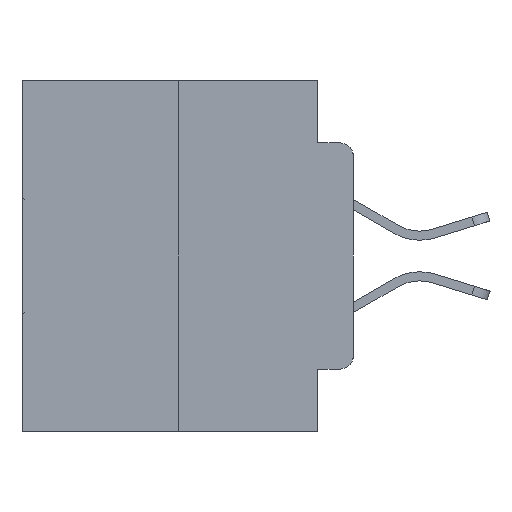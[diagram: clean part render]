
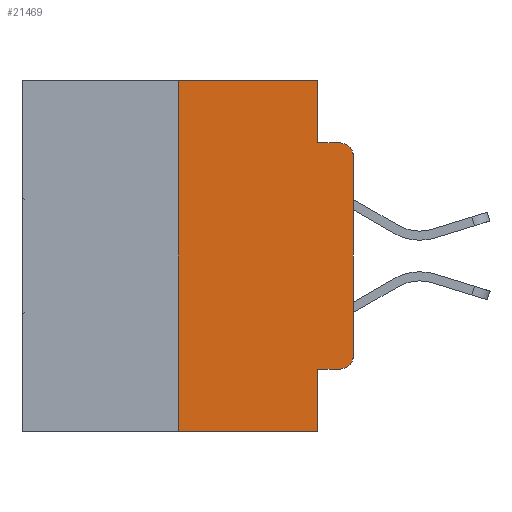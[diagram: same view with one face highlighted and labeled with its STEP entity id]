
A CAD part, left-side view. The second image highlights one B-rep face of the part: STEP entity #21469.
In plain terms, the highlighted planar face has unit normal (-1, 0, 0).
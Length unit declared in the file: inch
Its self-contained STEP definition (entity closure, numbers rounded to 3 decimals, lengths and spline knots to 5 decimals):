
#104 = VERTEX_POINT ( 'NONE', #20270 ) ;
#450 = LINE ( 'NONE', #10011, #16335 ) ;
#559 = LINE ( 'NONE', #7943, #24610 ) ;
#887 = VECTOR ( 'NONE', #22387, 39.37008 ) ;
#2183 = CARTESIAN_POINT ( 'NONE',  ( 0., 0.25, -0.5 ) ) ;
#2721 = VERTEX_POINT ( 'NONE', #4556 ) ;
#2822 = AXIS2_PLACEMENT_3D ( 'NONE', #28591, #7413, #12153 ) ;
#2958 = CARTESIAN_POINT ( 'NONE',  ( 0., 0.051, -0.0885 ) ) ;
#3135 = DIRECTION ( 'NONE',  ( 0., -1., 0. ) ) ;
#3471 = CARTESIAN_POINT ( 'NONE',  ( 0., 0.473, -0.5 ) ) ;
#3603 = EDGE_CURVE ( 'NONE', #30259, #28452, #14042, .T. ) ;
#3952 = VERTEX_POINT ( 'NONE', #8441 ) ;
#4516 = EDGE_CURVE ( 'NONE', #8229, #28970, #11365, .T. ) ;
#4556 = CARTESIAN_POINT ( 'NONE',  ( 0., 0.051, -0.4115 ) ) ;
#5191 = VECTOR ( 'NONE', #10705, 39.37008 ) ;
#5766 = VECTOR ( 'NONE', #3135, 39.37008 ) ;
#7413 = DIRECTION ( 'NONE',  ( -1., 0., 0. ) ) ;
#7422 = EDGE_CURVE ( 'NONE', #28452, #13941, #14561, .T. ) ;
#7943 = CARTESIAN_POINT ( 'NONE',  ( 0., 0.473, 0. ) ) ;
#8229 = VERTEX_POINT ( 'NONE', #2183 ) ;
#8402 = ORIENTED_EDGE ( 'NONE', *, *, #13716, .T. ) ;
#8441 = CARTESIAN_POINT ( 'NONE',  ( 0., 0., -0.3915 ) ) ;
#9720 = AXIS2_PLACEMENT_3D ( 'NONE', #9780, #25997, #11941 ) ;
#9780 = CARTESIAN_POINT ( 'NONE',  ( 0., 0.473, 0. ) ) ;
#10011 = CARTESIAN_POINT ( 'NONE',  ( 0., 0.051, 0. ) ) ;
#10225 = CIRCLE ( 'NONE', #25970, 0.02 ) ;
#10239 = CARTESIAN_POINT ( 'NONE',  ( 0., 0.25, 0. ) ) ;
#10340 = VECTOR ( 'NONE', #26418, 39.37008 ) ;
#10705 = DIRECTION ( 'NONE',  ( 0., 0., 1. ) ) ;
#11118 = VECTOR ( 'NONE', #17836, 39.37008 ) ;
#11365 = LINE ( 'NONE', #10239, #25075 ) ;
#11821 = LINE ( 'NONE', #13188, #5191 ) ;
#11941 = DIRECTION ( 'NONE',  ( 0., 0., -1. ) ) ;
#12153 = DIRECTION ( 'NONE',  ( 0., 0., -1. ) ) ;
#12572 = CARTESIAN_POINT ( 'NONE',  ( 0., 0.051, -0.5 ) ) ;
#13025 = EDGE_CURVE ( 'NONE', #2721, #26336, #450, .T. ) ;
#13188 = CARTESIAN_POINT ( 'NONE',  ( 0., 0., 0. ) ) ;
#13273 = EDGE_LOOP ( 'NONE', ( #26380, #16610, #28566, #19285, #16022, #26913, #8402, #20462, #16739, #25602 ) ) ;
#13497 = EDGE_CURVE ( 'NONE', #19070, #3952, #15925, .T. ) ;
#13716 = EDGE_CURVE ( 'NONE', #8229, #26336, #14097, .T. ) ;
#13941 = VERTEX_POINT ( 'NONE', #16360 ) ;
#14042 = LINE ( 'NONE', #28460, #10340 ) ;
#14097 = LINE ( 'NONE', #3471, #11118 ) ;
#14561 = LINE ( 'NONE', #15443, #887 ) ;
#14756 = DIRECTION ( 'NONE',  ( 0., 0., -1. ) ) ;
#15443 = CARTESIAN_POINT ( 'NONE',  ( 0., 0.051, -0.0885 ) ) ;
#15925 = CIRCLE ( 'NONE', #2822, 0.02 ) ;
#15975 = FACE_OUTER_BOUND ( 'NONE', #13273, .T. ) ;
#16022 = ORIENTED_EDGE ( 'NONE', *, *, #27957, .F. ) ;
#16335 = VECTOR ( 'NONE', #14756, 39.37008 ) ;
#16358 = CARTESIAN_POINT ( 'NONE',  ( 0., 0.25, 0. ) ) ;
#16360 = CARTESIAN_POINT ( 'NONE',  ( 0., 0.02, -0.0885 ) ) ;
#16473 = DIRECTION ( 'NONE',  ( 0., 0., 1. ) ) ;
#16610 = ORIENTED_EDGE ( 'NONE', *, *, #30521, .T. ) ;
#16739 = ORIENTED_EDGE ( 'NONE', *, *, #19392, .T. ) ;
#17836 = DIRECTION ( 'NONE',  ( 0., -1., 0. ) ) ;
#19070 = VERTEX_POINT ( 'NONE', #29895 ) ;
#19285 = ORIENTED_EDGE ( 'NONE', *, *, #3603, .F. ) ;
#19392 = EDGE_CURVE ( 'NONE', #2721, #19070, #29769, .T. ) ;
#20270 = CARTESIAN_POINT ( 'NONE',  ( 0., 0., -0.1085 ) ) ;
#20462 = ORIENTED_EDGE ( 'NONE', *, *, #13025, .F. ) ;
#20572 = DIRECTION ( 'NONE',  ( 0., 0., -1. ) ) ;
#20674 = DIRECTION ( 'NONE',  ( -1., 0., 0. ) ) ;
#21469 = ADVANCED_FACE ( 'NONE', ( #15975 ), #26318, .F. ) ;
#22012 = DIRECTION ( 'NONE',  ( 0., -1., 0. ) ) ;
#22387 = DIRECTION ( 'NONE',  ( 0., -1., 0. ) ) ;
#22670 = CARTESIAN_POINT ( 'NONE',  ( 0., 0.02, -0.1085 ) ) ;
#24610 = VECTOR ( 'NONE', #22012, 39.37008 ) ;
#25075 = VECTOR ( 'NONE', #16473, 39.37008 ) ;
#25602 = ORIENTED_EDGE ( 'NONE', *, *, #13497, .T. ) ;
#25970 = AXIS2_PLACEMENT_3D ( 'NONE', #22670, #20674, #20572 ) ;
#25997 = DIRECTION ( 'NONE',  ( 1., 0., 0. ) ) ;
#26304 = CARTESIAN_POINT ( 'NONE',  ( 0., 0.051, -0.4115 ) ) ;
#26318 = PLANE ( 'NONE',  #9720 ) ;
#26336 = VERTEX_POINT ( 'NONE', #12572 ) ;
#26380 = ORIENTED_EDGE ( 'NONE', *, *, #28726, .T. ) ;
#26418 = DIRECTION ( 'NONE',  ( 0., 0., -1. ) ) ;
#26705 = CARTESIAN_POINT ( 'NONE',  ( 0., 0.051, 0. ) ) ;
#26913 = ORIENTED_EDGE ( 'NONE', *, *, #4516, .F. ) ;
#27957 = EDGE_CURVE ( 'NONE', #28970, #30259, #559, .T. ) ;
#28452 = VERTEX_POINT ( 'NONE', #2958 ) ;
#28460 = CARTESIAN_POINT ( 'NONE',  ( 0., 0.051, 0. ) ) ;
#28566 = ORIENTED_EDGE ( 'NONE', *, *, #7422, .F. ) ;
#28591 = CARTESIAN_POINT ( 'NONE',  ( 0., 0.02, -0.3915 ) ) ;
#28726 = EDGE_CURVE ( 'NONE', #3952, #104, #11821, .T. ) ;
#28970 = VERTEX_POINT ( 'NONE', #16358 ) ;
#29769 = LINE ( 'NONE', #26304, #5766 ) ;
#29895 = CARTESIAN_POINT ( 'NONE',  ( 0., 0.02, -0.4115 ) ) ;
#30259 = VERTEX_POINT ( 'NONE', #26705 ) ;
#30521 = EDGE_CURVE ( 'NONE', #104, #13941, #10225, .T. ) ;
